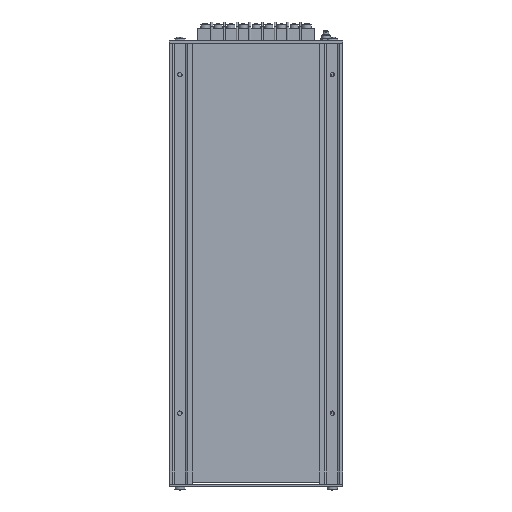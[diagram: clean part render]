
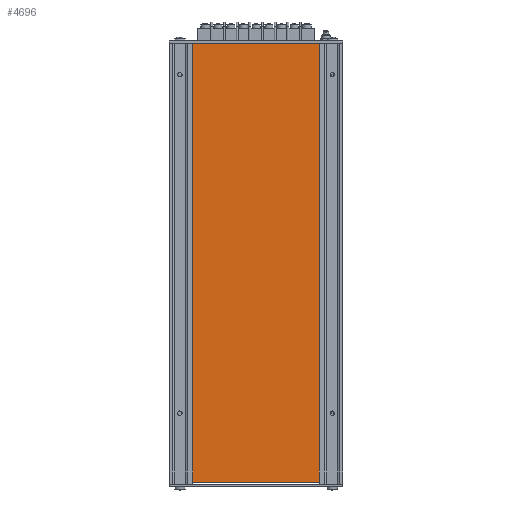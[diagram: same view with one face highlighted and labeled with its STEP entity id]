
A CAD part, front view. The second image highlights one B-rep face of the part: STEP entity #4696.
In plain terms, the highlighted face is planar.
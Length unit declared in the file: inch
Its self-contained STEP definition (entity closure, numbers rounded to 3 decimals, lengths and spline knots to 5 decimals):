
#4566=CARTESIAN_POINT('',(3.875,0.0,-0.032));
#4567=VERTEX_POINT('',#4566);
#4568=CARTESIAN_POINT('',(3.875,13.,-0.032));
#4569=VERTEX_POINT('',#4568);
#4570=CARTESIAN_POINT('',(3.875,0.0,-0.032));
#4571=DIRECTION('',(0.0,1.0,0.0));
#4572=VECTOR('',#4571,13.);
#4573=LINE('',#4570,#4572);
#4574=EDGE_CURVE('',#4567,#4569,#4573,.T.);
#4606=CARTESIAN_POINT('',(0.,13.,-0.032));
#4607=VERTEX_POINT('',#4606);
#4608=CARTESIAN_POINT('',(3.875,13.,-0.032));
#4609=DIRECTION('',(-1.0,0.0,0.0));
#4610=VECTOR('',#4609,3.875);
#4611=LINE('',#4608,#4610);
#4612=EDGE_CURVE('',#4569,#4607,#4611,.T.);
#4637=CARTESIAN_POINT('',(0.0,0.0,-0.032));
#4638=VERTEX_POINT('',#4637);
#4639=CARTESIAN_POINT('',(0.,13.,-0.032));
#4640=DIRECTION('',(0.0,-1.0,0.0));
#4641=VECTOR('',#4640,13.);
#4642=LINE('',#4639,#4641);
#4643=EDGE_CURVE('',#4607,#4638,#4642,.T.);
#4668=CARTESIAN_POINT('',(0.0,0.0,-0.032));
#4669=DIRECTION('',(1.0,0.0,0.0));
#4670=VECTOR('',#4669,3.875);
#4671=LINE('',#4668,#4670);
#4672=EDGE_CURVE('',#4638,#4567,#4671,.T.);
#4685=CARTESIAN_POINT('',(1.9375,6.5,-0.032));
#4686=DIRECTION('',(0.0,0.0,1.0));
#4687=DIRECTION('',(1.0,0.0,0.0));
#4688=AXIS2_PLACEMENT_3D('',#4685,#4686,#4687);
#4689=PLANE('',#4688);
#4690=ORIENTED_EDGE('',*,*,#4574,.F.);
#4691=ORIENTED_EDGE('',*,*,#4672,.F.);
#4692=ORIENTED_EDGE('',*,*,#4643,.F.);
#4693=ORIENTED_EDGE('',*,*,#4612,.F.);
#4694=EDGE_LOOP('',(#4690,#4691,#4692,#4693));
#4695=FACE_OUTER_BOUND('',#4694,.T.);
#4696=ADVANCED_FACE('',(#4695),#4689,.F.);
